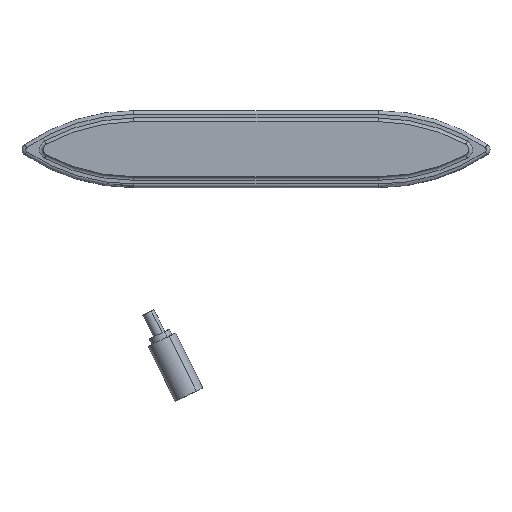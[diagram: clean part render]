
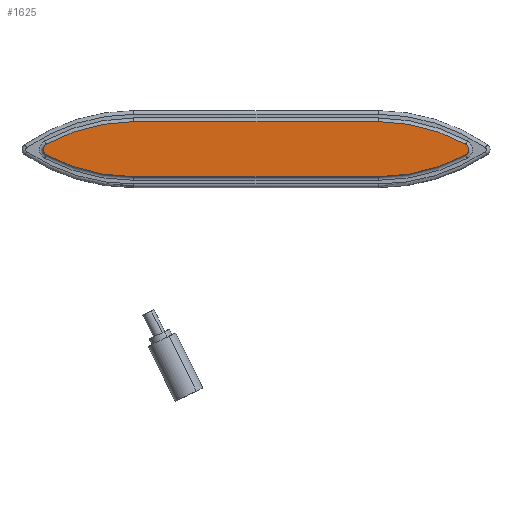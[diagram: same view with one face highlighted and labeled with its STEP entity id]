
A CAD part, front view. The second image highlights one B-rep face of the part: STEP entity #1625.
In plain terms, the highlighted planar face has unit normal (0, -1, 0).
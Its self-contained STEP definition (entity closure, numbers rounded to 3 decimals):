
#78 = AXIS2_PLACEMENT_3D ( 'NONE', #3558, #3559, #3560 ) ;
#82 = CIRCLE ( 'NONE', #78, 150.066 ) ;
#83 = CIRCLE ( 'NONE', #85, 5. ) ;
#84 = CIRCLE ( 'NONE', #87, 150.066 ) ;
#85 = AXIS2_PLACEMENT_3D ( 'NONE', #3563, #3564, #3565 ) ;
#86 = VECTOR ( 'NONE', #3569, 1000. ) ;
#87 = AXIS2_PLACEMENT_3D ( 'NONE', #3566, #3567, #3568 ) ;
#88 = CIRCLE ( 'NONE', #90, 150.066 ) ;
#89 = CIRCLE ( 'NONE', #92, 5. ) ;
#90 = AXIS2_PLACEMENT_3D ( 'NONE', #3570, #3571, #3572 ) ;
#91 = CIRCLE ( 'NONE', #94, 150.066 ) ;
#92 = AXIS2_PLACEMENT_3D ( 'NONE', #3575, #3576, #3577 ) ;
#93 = VECTOR ( 'NONE', #3582, 1000. ) ;
#94 = AXIS2_PLACEMENT_3D ( 'NONE', #3579, #3580, #3581 ) ;
#729 = EDGE_CURVE ( 'NONE', #3011, #3013, #82, .T. ) ;
#730 = EDGE_CURVE ( 'NONE', #3013, #3015, #83, .T. ) ;
#731 = EDGE_CURVE ( 'NONE', #3015, #3016, #84, .T. ) ;
#732 = EDGE_CURVE ( 'NONE', #3016, #3017, #3561, .T. ) ;
#733 = EDGE_CURVE ( 'NONE', #3017, #3018, #88, .T. ) ;
#734 = EDGE_CURVE ( 'NONE', #3018, #3019, #89, .T. ) ;
#735 = EDGE_CURVE ( 'NONE', #3019, #3020, #91, .T. ) ;
#736 = EDGE_CURVE ( 'NONE', #3020, #3011, #3573, .T. ) ;
#914 = EDGE_LOOP ( 'NONE', ( #1202, #1203, #1204, #1205, #1206, #1207, #1208, #1209 ) ) ;
#1202 = ORIENTED_EDGE ( 'NONE', *, *, #729, .T. ) ;
#1203 = ORIENTED_EDGE ( 'NONE', *, *, #730, .T. ) ;
#1204 = ORIENTED_EDGE ( 'NONE', *, *, #731, .T. ) ;
#1205 = ORIENTED_EDGE ( 'NONE', *, *, #732, .T. ) ;
#1206 = ORIENTED_EDGE ( 'NONE', *, *, #733, .T. ) ;
#1207 = ORIENTED_EDGE ( 'NONE', *, *, #734, .T. ) ;
#1208 = ORIENTED_EDGE ( 'NONE', *, *, #735, .T. ) ;
#1209 = ORIENTED_EDGE ( 'NONE', *, *, #736, .T. ) ;
#1625 = ADVANCED_FACE ( 'NONE', ( #5143 ), #5215, .T. ) ;
#3011 = VERTEX_POINT ( 'NONE', #9927 ) ;
#3013 = VERTEX_POINT ( 'NONE', #9929 ) ;
#3015 = VERTEX_POINT ( 'NONE', #9931 ) ;
#3016 = VERTEX_POINT ( 'NONE', #9932 ) ;
#3017 = VERTEX_POINT ( 'NONE', #9933 ) ;
#3018 = VERTEX_POINT ( 'NONE', #9934 ) ;
#3019 = VERTEX_POINT ( 'NONE', #9935 ) ;
#3020 = VERTEX_POINT ( 'NONE', #9936 ) ;
#3558 = CARTESIAN_POINT ( 'NONE',  ( -99.351, -35., -127.095 ) ) ;
#3559 = DIRECTION ( 'NONE',  ( 0., -1., 0. ) ) ;
#3560 = DIRECTION ( 'NONE',  ( 0., 0., -1. ) ) ;
#3561 = LINE ( 'NONE', #3562, #86 ) ;
#3562 = CARTESIAN_POINT ( 'NONE',  ( -100.019, -35., -22. ) ) ;
#3563 = CARTESIAN_POINT ( 'NONE',  ( -169.045, -35., 0.132 ) ) ;
#3564 = DIRECTION ( 'NONE',  ( 0., -1., 0. ) ) ;
#3565 = DIRECTION ( 'NONE',  ( 0., 0., -1. ) ) ;
#3566 = CARTESIAN_POINT ( 'NONE',  ( -100.653, -35., 128.065 ) ) ;
#3567 = DIRECTION ( 'NONE',  ( 0., -1., 0. ) ) ;
#3568 = DIRECTION ( 'NONE',  ( 0., 0., -1. ) ) ;
#3569 = DIRECTION ( 'NONE',  ( 1., 0., 0. ) ) ;
#3570 = CARTESIAN_POINT ( 'NONE',  ( 100.653, -35., 128.065 ) ) ;
#3571 = DIRECTION ( 'NONE',  ( 0., -1., 0. ) ) ;
#3572 = DIRECTION ( 'NONE',  ( 0., 0., -1. ) ) ;
#3573 = LINE ( 'NONE', #3574, #93 ) ;
#3574 = CARTESIAN_POINT ( 'NONE',  ( 99.981, -35., 22.969 ) ) ;
#3575 = CARTESIAN_POINT ( 'NONE',  ( 169.045, -35., 0.132 ) ) ;
#3576 = DIRECTION ( 'NONE',  ( 0., -1., 0. ) ) ;
#3577 = DIRECTION ( 'NONE',  ( 0., 0., -1. ) ) ;
#3579 = CARTESIAN_POINT ( 'NONE',  ( 99.351, -35., -127.095 ) ) ;
#3580 = DIRECTION ( 'NONE',  ( 0., -1., 0. ) ) ;
#3581 = DIRECTION ( 'NONE',  ( 0., 0., -1. ) ) ;
#3582 = DIRECTION ( 'NONE',  ( -1., 0., 0. ) ) ;
#4267 = AXIS2_PLACEMENT_3D ( 'NONE', #5218, #5219, #5220 ) ;
#5143 = FACE_OUTER_BOUND ( 'NONE', #914, .T. ) ;
#5215 = PLANE ( 'NONE',  #4267 ) ;
#5218 = CARTESIAN_POINT ( 'NONE',  ( -99.351, -35., -127.095 ) ) ;
#5219 = DIRECTION ( 'NONE',  ( 0., -1., 0. ) ) ;
#5220 = DIRECTION ( 'NONE',  ( 0., 0., -1. ) ) ;
#9927 = CARTESIAN_POINT ( 'NONE',  ( -99.981, -35., 22.969 ) ) ;
#9929 = CARTESIAN_POINT ( 'NONE',  ( -171.447, -35., 4.518 ) ) ;
#9931 = CARTESIAN_POINT ( 'NONE',  ( -171.402, -35., -4.277 ) ) ;
#9932 = CARTESIAN_POINT ( 'NONE',  ( -100.019, -35., -22. ) ) ;
#9933 = CARTESIAN_POINT ( 'NONE',  ( 100.019, -35., -22. ) ) ;
#9934 = CARTESIAN_POINT ( 'NONE',  ( 171.402, -35., -4.277 ) ) ;
#9935 = CARTESIAN_POINT ( 'NONE',  ( 171.447, -35., 4.518 ) ) ;
#9936 = CARTESIAN_POINT ( 'NONE',  ( 99.981, -35., 22.969 ) ) ;
